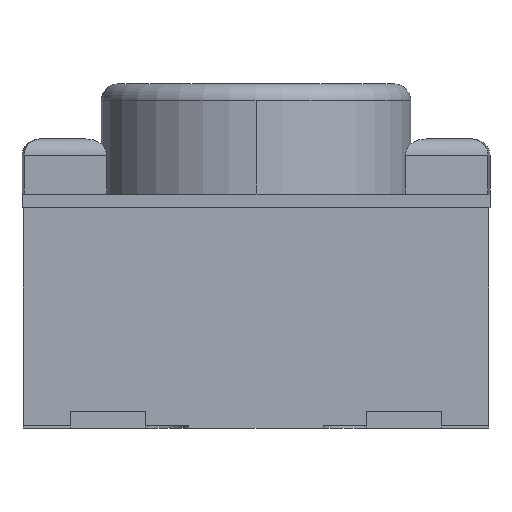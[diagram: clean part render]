
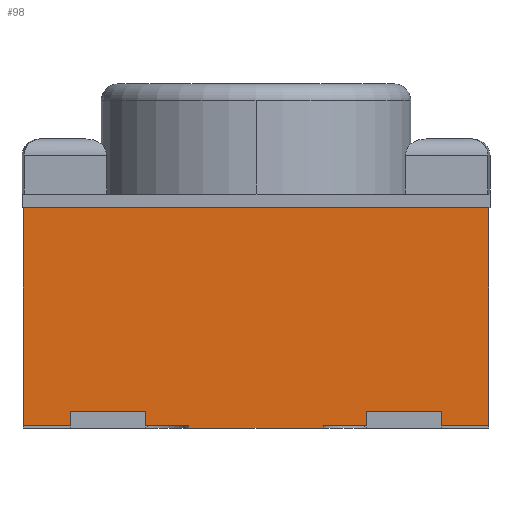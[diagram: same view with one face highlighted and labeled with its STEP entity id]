
A CAD part, left-side view. The second image highlights one B-rep face of the part: STEP entity #98.
In plain terms, the highlighted planar face has unit normal (-1, 0, 0).
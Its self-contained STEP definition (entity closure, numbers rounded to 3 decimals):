
#15 = VERTEX_POINT ( 'NONE', #3886 ) ;
#98 = ADVANCED_FACE ( 'NONE', ( #9263 ), #11978, .F. ) ;
#375 = VECTOR ( 'NONE', #8026, 1000. ) ;
#396 = LINE ( 'NONE', #9030, #14662 ) ;
#630 = VECTOR ( 'NONE', #7972, 1000. ) ;
#642 = VECTOR ( 'NONE', #1050, 1000. ) ;
#703 = ORIENTED_EDGE ( 'NONE', *, *, #5485, .T. ) ;
#746 = DIRECTION ( 'NONE',  ( 0., 0., -1. ) ) ;
#1050 = DIRECTION ( 'NONE',  ( 0., 1., 0. ) ) ;
#1146 = DIRECTION ( 'NONE',  ( 0., 0., -1. ) ) ;
#1848 = CARTESIAN_POINT ( 'NONE',  ( -2.09, -0.49, -1.7 ) ) ;
#1925 = DIRECTION ( 'NONE',  ( 0., 0., -1. ) ) ;
#2272 = EDGE_CURVE ( 'NONE', #14395, #9315, #14094, .T. ) ;
#2351 = VERTEX_POINT ( 'NONE', #15503 ) ;
#2525 = CARTESIAN_POINT ( 'NONE',  ( -2.09, 0.49, -1.7 ) ) ;
#2997 = VECTOR ( 'NONE', #14691, 1000. ) ;
#3168 = EDGE_CURVE ( 'NONE', #3425, #11240, #12635, .T. ) ;
#3181 = LINE ( 'NONE', #4233, #14522 ) ;
#3229 = CARTESIAN_POINT ( 'NONE',  ( -2.09, 1.35, -1.58 ) ) ;
#3288 = CARTESIAN_POINT ( 'NONE',  ( -2.09, -1.35, -1.68 ) ) ;
#3425 = VERTEX_POINT ( 'NONE', #6129 ) ;
#3677 = VECTOR ( 'NONE', #6945, 1000. ) ;
#3788 = ORIENTED_EDGE ( 'NONE', *, *, #11809, .F. ) ;
#3886 = CARTESIAN_POINT ( 'NONE',  ( -2.09, -1.69, -1.68 ) ) ;
#3899 = EDGE_CURVE ( 'NONE', #13148, #12839, #14203, .T. ) ;
#4046 = CARTESIAN_POINT ( 'NONE',  ( -2.09, -0.8, -1.68 ) ) ;
#4159 = DIRECTION ( 'NONE',  ( 0., 0., -1. ) ) ;
#4188 = VECTOR ( 'NONE', #746, 1000. ) ;
#4233 = CARTESIAN_POINT ( 'NONE',  ( -2.09, 1.69, -1.7 ) ) ;
#4350 = DIRECTION ( 'NONE',  ( 0., -1., 0. ) ) ;
#4569 = CARTESIAN_POINT ( 'NONE',  ( -2.09, -0.8, -1.58 ) ) ;
#4629 = ORIENTED_EDGE ( 'NONE', *, *, #3899, .T. ) ;
#4630 = VECTOR ( 'NONE', #4159, 1000. ) ;
#4766 = CARTESIAN_POINT ( 'NONE',  ( -2.09, 0.8, -1.68 ) ) ;
#4785 = ORIENTED_EDGE ( 'NONE', *, *, #7580, .F. ) ;
#4863 = ORIENTED_EDGE ( 'NONE', *, *, #14627, .T. ) ;
#4884 = VERTEX_POINT ( 'NONE', #15705 ) ;
#4974 = LINE ( 'NONE', #14775, #9982 ) ;
#5309 = VECTOR ( 'NONE', #6185, 1000. ) ;
#5370 = LINE ( 'NONE', #12935, #630 ) ;
#5447 = CARTESIAN_POINT ( 'NONE',  ( -2.09, 0.49, -1.68 ) ) ;
#5485 = EDGE_CURVE ( 'NONE', #15, #13148, #5370, .T. ) ;
#5549 = ORIENTED_EDGE ( 'NONE', *, *, #8292, .F. ) ;
#5645 = CARTESIAN_POINT ( 'NONE',  ( -2.09, -1.69, -1.68 ) ) ;
#5804 = DIRECTION ( 'NONE',  ( 0., 0., -1. ) ) ;
#6095 = CARTESIAN_POINT ( 'NONE',  ( -2.09, 0.8, -1.58 ) ) ;
#6129 = CARTESIAN_POINT ( 'NONE',  ( -2.09, -1.35, -1.58 ) ) ;
#6185 = DIRECTION ( 'NONE',  ( 0., 1., 0. ) ) ;
#6422 = CARTESIAN_POINT ( 'NONE',  ( -2.09, -0.49, -1.68 ) ) ;
#6773 = CARTESIAN_POINT ( 'NONE',  ( -2.09, -1.69, -0.1 ) ) ;
#6945 = DIRECTION ( 'NONE',  ( 0., 1., 0. ) ) ;
#6979 = ORIENTED_EDGE ( 'NONE', *, *, #11888, .F. ) ;
#7504 = DIRECTION ( 'NONE',  ( 0., 0., -1. ) ) ;
#7512 = EDGE_CURVE ( 'NONE', #8306, #9367, #396, .T. ) ;
#7554 = CARTESIAN_POINT ( 'NONE',  ( -2.09, -1.69, -1.7 ) ) ;
#7580 = EDGE_CURVE ( 'NONE', #15, #11240, #11813, .T. ) ;
#7972 = DIRECTION ( 'NONE',  ( 0., 0., 1. ) ) ;
#8026 = DIRECTION ( 'NONE',  ( 0., 1., 0. ) ) ;
#8157 = DIRECTION ( 'NONE',  ( 0., 0., 1. ) ) ;
#8292 = EDGE_CURVE ( 'NONE', #9367, #9315, #11374, .T. ) ;
#8306 = VERTEX_POINT ( 'NONE', #6422 ) ;
#8364 = VERTEX_POINT ( 'NONE', #12335 ) ;
#8432 = EDGE_CURVE ( 'NONE', #8364, #10522, #12071, .T. ) ;
#8629 = ORIENTED_EDGE ( 'NONE', *, *, #7512, .F. ) ;
#8639 = VECTOR ( 'NONE', #1146, 1000. ) ;
#9030 = CARTESIAN_POINT ( 'NONE',  ( -2.09, -0.49, -1.68 ) ) ;
#9263 = FACE_OUTER_BOUND ( 'NONE', #10697, .T. ) ;
#9315 = VERTEX_POINT ( 'NONE', #2525 ) ;
#9367 = VERTEX_POINT ( 'NONE', #1848 ) ;
#9394 = ORIENTED_EDGE ( 'NONE', *, *, #12331, .F. ) ;
#9634 = ORIENTED_EDGE ( 'NONE', *, *, #11480, .F. ) ;
#9643 = ORIENTED_EDGE ( 'NONE', *, *, #3168, .T. ) ;
#9678 = CARTESIAN_POINT ( 'NONE',  ( -2.09, 1.69, -0.1 ) ) ;
#9728 = VERTEX_POINT ( 'NONE', #12393 ) ;
#9958 = VECTOR ( 'NONE', #13165, 1000. ) ;
#9980 = AXIS2_PLACEMENT_3D ( 'NONE', #14128, #15534, #1925 ) ;
#9982 = VECTOR ( 'NONE', #14028, 1000. ) ;
#10128 = VERTEX_POINT ( 'NONE', #13524 ) ;
#10522 = VERTEX_POINT ( 'NONE', #12758 ) ;
#10673 = LINE ( 'NONE', #3229, #10826 ) ;
#10697 = EDGE_LOOP ( 'NONE', ( #5549, #8629, #15498, #9394, #15478, #9643, #4785, #703, #4629, #9634, #13079, #3788, #4863, #11942, #6979, #14707 ) ) ;
#10826 = VECTOR ( 'NONE', #4350, 1000. ) ;
#10932 = LINE ( 'NONE', #4766, #9958 ) ;
#11009 = CARTESIAN_POINT ( 'NONE',  ( -2.09, 1.69, -1.68 ) ) ;
#11240 = VERTEX_POINT ( 'NONE', #3288 ) ;
#11363 = LINE ( 'NONE', #6095, #8639 ) ;
#11374 = LINE ( 'NONE', #7554, #5309 ) ;
#11480 = EDGE_CURVE ( 'NONE', #10522, #12839, #3181, .T. ) ;
#11636 = CARTESIAN_POINT ( 'NONE',  ( -2.09, 0.49, -1.68 ) ) ;
#11729 = LINE ( 'NONE', #4046, #375 ) ;
#11809 = EDGE_CURVE ( 'NONE', #10128, #8364, #15963, .T. ) ;
#11813 = LINE ( 'NONE', #5645, #3677 ) ;
#11888 = EDGE_CURVE ( 'NONE', #14395, #16145, #10932, .T. ) ;
#11909 = CARTESIAN_POINT ( 'NONE',  ( -2.09, 0.8, -1.68 ) ) ;
#11942 = ORIENTED_EDGE ( 'NONE', *, *, #11971, .T. ) ;
#11971 = EDGE_CURVE ( 'NONE', #9728, #16145, #11363, .T. ) ;
#11978 = PLANE ( 'NONE',  #9980 ) ;
#12071 = LINE ( 'NONE', #11009, #642 ) ;
#12331 = EDGE_CURVE ( 'NONE', #2351, #4884, #14438, .T. ) ;
#12335 = CARTESIAN_POINT ( 'NONE',  ( -2.09, 1.35, -1.68 ) ) ;
#12393 = CARTESIAN_POINT ( 'NONE',  ( -2.09, 0.8, -1.58 ) ) ;
#12411 = VECTOR ( 'NONE', #7504, 1000. ) ;
#12635 = LINE ( 'NONE', #13936, #12411 ) ;
#12758 = CARTESIAN_POINT ( 'NONE',  ( -2.09, 1.69, -1.68 ) ) ;
#12839 = VERTEX_POINT ( 'NONE', #9678 ) ;
#12935 = CARTESIAN_POINT ( 'NONE',  ( -2.09, -1.69, -1.7 ) ) ;
#13045 = EDGE_CURVE ( 'NONE', #4884, #8306, #11729, .T. ) ;
#13079 = ORIENTED_EDGE ( 'NONE', *, *, #8432, .F. ) ;
#13148 = VERTEX_POINT ( 'NONE', #14688 ) ;
#13165 = DIRECTION ( 'NONE',  ( 0., 1., 0. ) ) ;
#13289 = EDGE_CURVE ( 'NONE', #3425, #2351, #4974, .T. ) ;
#13524 = CARTESIAN_POINT ( 'NONE',  ( -2.09, 1.35, -1.58 ) ) ;
#13936 = CARTESIAN_POINT ( 'NONE',  ( -2.09, -1.35, -1.58 ) ) ;
#14028 = DIRECTION ( 'NONE',  ( 0., 1., 0. ) ) ;
#14048 = DIRECTION ( 'NONE',  ( 0., 0., -1. ) ) ;
#14094 = LINE ( 'NONE', #11636, #4630 ) ;
#14128 = CARTESIAN_POINT ( 'NONE',  ( -2.09, -1.69, -1.7 ) ) ;
#14203 = LINE ( 'NONE', #6773, #2997 ) ;
#14395 = VERTEX_POINT ( 'NONE', #5447 ) ;
#14438 = LINE ( 'NONE', #4569, #16034 ) ;
#14522 = VECTOR ( 'NONE', #8157, 1000. ) ;
#14627 = EDGE_CURVE ( 'NONE', #10128, #9728, #10673, .T. ) ;
#14662 = VECTOR ( 'NONE', #14048, 1000. ) ;
#14688 = CARTESIAN_POINT ( 'NONE',  ( -2.09, -1.69, -0.1 ) ) ;
#14691 = DIRECTION ( 'NONE',  ( 0., 1., 0. ) ) ;
#14707 = ORIENTED_EDGE ( 'NONE', *, *, #2272, .T. ) ;
#14775 = CARTESIAN_POINT ( 'NONE',  ( -2.09, -1.35, -1.58 ) ) ;
#15478 = ORIENTED_EDGE ( 'NONE', *, *, #13289, .F. ) ;
#15498 = ORIENTED_EDGE ( 'NONE', *, *, #13045, .F. ) ;
#15503 = CARTESIAN_POINT ( 'NONE',  ( -2.09, -0.8, -1.58 ) ) ;
#15534 = DIRECTION ( 'NONE',  ( 1., 0., 0. ) ) ;
#15705 = CARTESIAN_POINT ( 'NONE',  ( -2.09, -0.8, -1.68 ) ) ;
#15712 = CARTESIAN_POINT ( 'NONE',  ( -2.09, 1.35, -1.58 ) ) ;
#15963 = LINE ( 'NONE', #15712, #4188 ) ;
#16034 = VECTOR ( 'NONE', #5804, 1000. ) ;
#16145 = VERTEX_POINT ( 'NONE', #11909 ) ;
